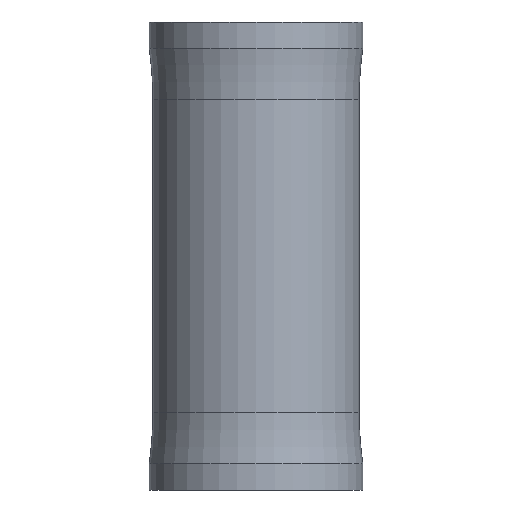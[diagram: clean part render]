
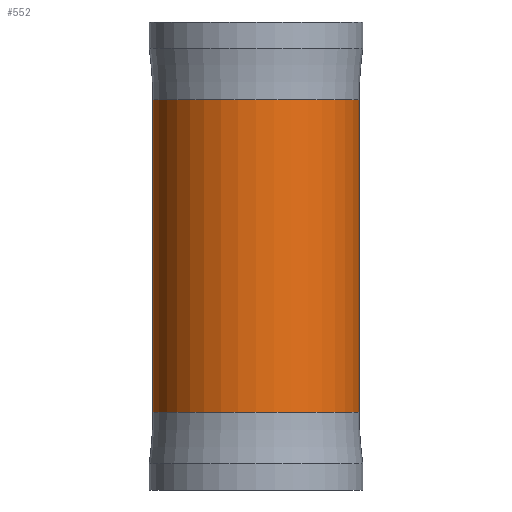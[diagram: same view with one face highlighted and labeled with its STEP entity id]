
A CAD part, front view. The second image highlights one B-rep face of the part: STEP entity #552.
In plain terms, the highlighted cylindrical face has radius 19.837 mm (diameter 39.675 mm), a partial arc.
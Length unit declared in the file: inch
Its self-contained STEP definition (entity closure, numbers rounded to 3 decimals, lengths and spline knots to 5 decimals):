
#28 = ORIENTED_EDGE ( 'NONE', *, *, #593, .T. ) ;
#43 = AXIS2_PLACEMENT_3D ( 'NONE', #419, #631, #181 ) ;
#65 = DIRECTION ( 'NONE',  ( 0., 0., -1. ) ) ;
#115 = CARTESIAN_POINT ( 'NONE',  ( 0., 0., -2.95454 ) ) ;
#118 = CARTESIAN_POINT ( 'NONE',  ( -0.781, 0., -2.95454 ) ) ;
#124 = LINE ( 'NONE', #477, #334 ) ;
#128 = AXIS2_PLACEMENT_3D ( 'NONE', #317, #65, #583 ) ;
#136 = EDGE_CURVE ( 'NONE', #653, #172, #462, .T. ) ;
#172 = VERTEX_POINT ( 'NONE', #475 ) ;
#181 = DIRECTION ( 'NONE',  ( 1., 0., 0. ) ) ;
#190 = VERTEX_POINT ( 'NONE', #626 ) ;
#198 = CARTESIAN_POINT ( 'NONE',  ( 0.781, 0., -0.58846 ) ) ;
#295 = ORIENTED_EDGE ( 'NONE', *, *, #588, .F. ) ;
#317 = CARTESIAN_POINT ( 'NONE',  ( 0., 0., -0.58846 ) ) ;
#330 = CIRCLE ( 'NONE', #128, 0.781 ) ;
#333 = VERTEX_POINT ( 'NONE', #198 ) ;
#334 = VECTOR ( 'NONE', #384, 39.37008 ) ;
#374 = LINE ( 'NONE', #380, #388 ) ;
#380 = CARTESIAN_POINT ( 'NONE',  ( 0.781, 0., -5.82978 ) ) ;
#384 = DIRECTION ( 'NONE',  ( 0., 0., 1. ) ) ;
#385 = DIRECTION ( 'NONE',  ( 0., 0., 1. ) ) ;
#388 = VECTOR ( 'NONE', #520, 39.37008 ) ;
#398 = ORIENTED_EDGE ( 'NONE', *, *, #136, .T. ) ;
#419 = CARTESIAN_POINT ( 'NONE',  ( 0., 0., -5.82978 ) ) ;
#429 = FACE_OUTER_BOUND ( 'NONE', #581, .T. ) ;
#439 = AXIS2_PLACEMENT_3D ( 'NONE', #115, #385, #521 ) ;
#462 = CIRCLE ( 'NONE', #439, 0.781 ) ;
#475 = CARTESIAN_POINT ( 'NONE',  ( 0.781, 0., -2.95454 ) ) ;
#477 = CARTESIAN_POINT ( 'NONE',  ( -0.781, 0., -5.82978 ) ) ;
#520 = DIRECTION ( 'NONE',  ( 0., 0., 1. ) ) ;
#521 = DIRECTION ( 'NONE',  ( -1., 0., 0. ) ) ;
#535 = ORIENTED_EDGE ( 'NONE', *, *, #600, .T. ) ;
#552 = ADVANCED_FACE ( 'NONE', ( #429 ), #570, .T. ) ;
#570 = CYLINDRICAL_SURFACE ( 'NONE', #43, 0.781 ) ;
#581 = EDGE_LOOP ( 'NONE', ( #295, #398, #28, #535 ) ) ;
#583 = DIRECTION ( 'NONE',  ( 1., 0., 0. ) ) ;
#588 = EDGE_CURVE ( 'NONE', #653, #190, #124, .T. ) ;
#593 = EDGE_CURVE ( 'NONE', #172, #333, #374, .T. ) ;
#600 = EDGE_CURVE ( 'NONE', #333, #190, #330, .T. ) ;
#626 = CARTESIAN_POINT ( 'NONE',  ( -0.781, 0., -0.58846 ) ) ;
#631 = DIRECTION ( 'NONE',  ( 0., 0., 1. ) ) ;
#653 = VERTEX_POINT ( 'NONE', #118 ) ;
